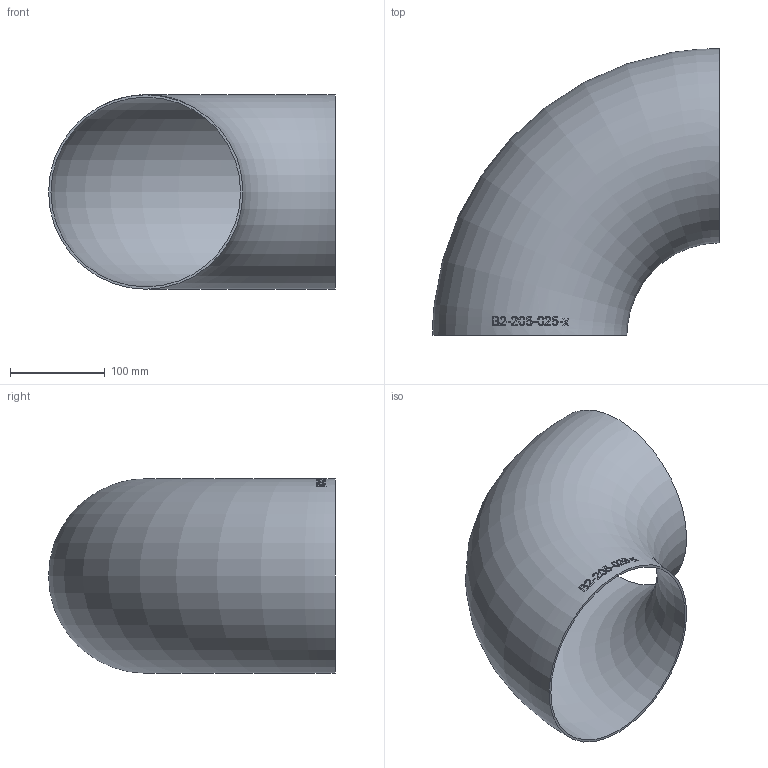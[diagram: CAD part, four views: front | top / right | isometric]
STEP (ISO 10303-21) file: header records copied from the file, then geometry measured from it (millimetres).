
FILE_DESCRIPTION (( 'STEP AP214' ), '1' );
FILE_NAME ('B2-205-025-x Bogen 2003.STEP', '2020-03-31T14:11:25', ( '' ), ( '' ), 'SwSTEP 2.0', 'SolidWorks 2019', '' );
FILE_SCHEMA (( 'AUTOMOTIVE_DESIGN' ));
Length unit declared in the file: millimetre
Products named in the file (1): B2-205-025-x Bogen 2003
Bounding box: 302.5 x 302.5 x 205 mm (x, y, z)
Volume: 499638.8 mm3; surface area: 402916.1 mm2
Topology: 1 solids, 1 shells, 159 faces, 427 edges, 285 vertices
Faces by surface type: bspline 137, torus 20, plane 2
Entity records: 28245 total; most frequent: CARTESIAN_POINT 23887, ORIENTED_EDGE 830, EDGE_CURVE 415, B_SPLINE_CURVE_WITH_KNOTS 411, VERTEX_POINT 278, EDGE_LOOP 177, FACE_OUTER_BOUND 159, ADVANCED_FACE 157
